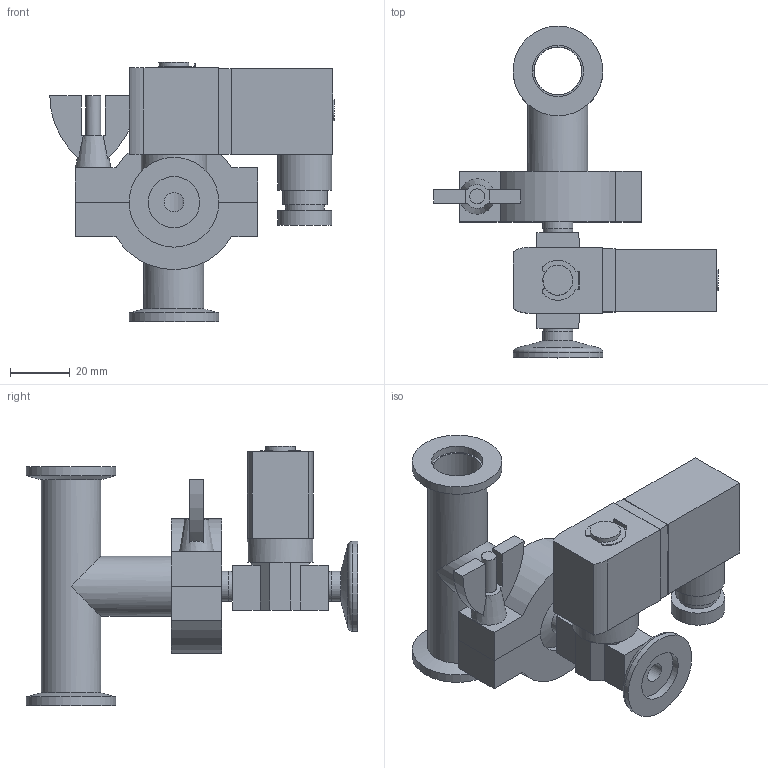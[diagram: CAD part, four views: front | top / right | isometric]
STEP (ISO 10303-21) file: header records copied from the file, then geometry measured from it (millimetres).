
FILE_DESCRIPTION((''),'2;1');
FILE_NAME('ZERO-SV.stp','2015-07-09T13:15:31',('UJ23342'),(''),'Autodesk Inventor 2010','Autodesk Inventor 2010','');
FILE_SCHEMA(('CONFIG_CONTROL_DESIGN'));
Length unit declared in the file: millimetre
Products named in the file (1): ZERO-SV
Bounding box: 95.1 x 110.9 x 86.85 mm (x, y, z)
Volume: 103299.1 mm3; surface area: 45303.3 mm2
Topology: 7 solids, 7 shells, 156 faces, 355 edges, 226 vertices
Faces by surface type: plane 92, cylinder 45, cone 14, torus 4, bspline 1
Full cylindrical faces by diameter (mm): 3.242 x2, 5 x1, 6.5 x2, 7 x1, 8 x1, 10 x3, 13 x1, 15 x1, 16 x3, 17 x2, 17.2 x5, 18 x2, 20 x2, 22 x3, 30 x5, 36 x1
Entity records: 4202 total; most frequent: CARTESIAN_POINT 766, DIRECTION 712, ORIENTED_EDGE 576, EDGE_CURVE 288, AXIS2_PLACEMENT_3D 274, EDGE_LOOP 240, VERTEX_POINT 214, VECTOR 164
